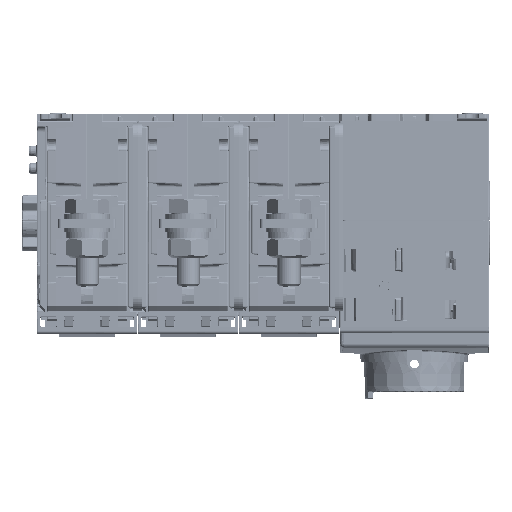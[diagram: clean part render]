
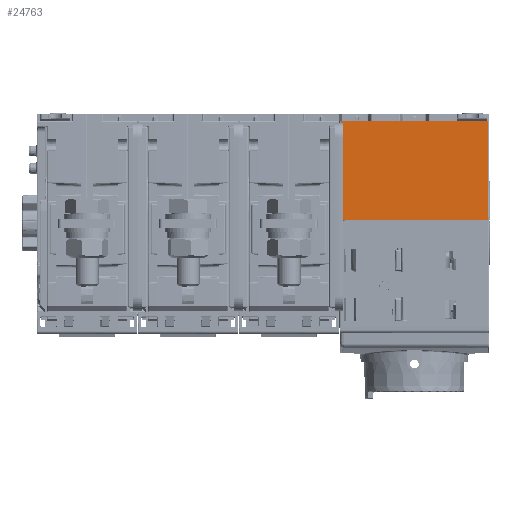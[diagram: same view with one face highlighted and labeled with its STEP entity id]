
A CAD part, left-side view. The second image highlights one B-rep face of the part: STEP entity #24763.
In plain terms, the highlighted planar face has unit normal (-1, 0, 0).
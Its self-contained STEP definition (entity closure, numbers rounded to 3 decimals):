
#24763=ADVANCED_FACE('',(#39659),#34366,.T.);
#34366=PLANE('',#198648);
#39659=FACE_OUTER_BOUND('',#49811,.T.);
#49811=EDGE_LOOP('',(#67809,#67810,#67811,#67812,#67813,#67814,#67815,#67816));
#67809=ORIENTED_EDGE('',*,*,#137230,.T.);
#67810=ORIENTED_EDGE('',*,*,#138867,.T.);
#67811=ORIENTED_EDGE('',*,*,#136897,.T.);
#67812=ORIENTED_EDGE('',*,*,#136932,.T.);
#67813=ORIENTED_EDGE('',*,*,#137449,.T.);
#67814=ORIENTED_EDGE('',*,*,#136617,.T.);
#67815=ORIENTED_EDGE('',*,*,#138868,.T.);
#67816=ORIENTED_EDGE('',*,*,#136768,.T.);
#116073=VERTEX_POINT('',#286790);
#116074=VERTEX_POINT('',#286792);
#116210=VERTEX_POINT('',#287259);
#116213=VERTEX_POINT('',#287265);
#116330=VERTEX_POINT('',#287538);
#116331=VERTEX_POINT('',#287540);
#116361=VERTEX_POINT('',#287612);
#116363=VERTEX_POINT('',#287620);
#136617=EDGE_CURVE('',#116074,#116073,#164762,.T.);
#136768=EDGE_CURVE('',#116210,#116213,#164849,.T.);
#136897=EDGE_CURVE('',#116331,#116330,#164955,.T.);
#136932=EDGE_CURVE('',#116330,#116361,#164984,.T.);
#137230=EDGE_CURVE('',#116213,#116363,#165222,.T.);
#137449=EDGE_CURVE('',#116361,#116074,#165400,.T.);
#138867=EDGE_CURVE('',#116363,#116331,#166157,.T.);
#138868=EDGE_CURVE('',#116073,#116210,#166158,.T.);
#164762=LINE('',#286791,#180736);
#164849=LINE('',#287266,#180823);
#164955=LINE('',#287539,#180929);
#164984=LINE('',#287611,#180958);
#165222=LINE('',#288224,#181196);
#165400=LINE('',#288642,#181374);
#166157=LINE('',#293151,#182131);
#166158=LINE('',#293153,#182132);
#180736=VECTOR('',#219186,1.);
#180823=VECTOR('',#219413,1.);
#180929=VECTOR('',#219603,1.);
#180958=VECTOR('',#219658,1.);
#181196=VECTOR('',#220190,1.);
#181374=VECTOR('',#220548,1.);
#182131=VECTOR('',#223167,1.);
#182132=VECTOR('',#223170,1.);
#198648=AXIS2_PLACEMENT_3D('',#293154,#223171,#223172);
#219186=DIRECTION('',(0.,0.,-1.));
#219413=DIRECTION('',(0.,0.,1.));
#219603=DIRECTION('',(0.,1.,0.));
#219658=DIRECTION('',(0.,1.,0.));
#220190=DIRECTION('',(0.,1.,0.));
#220548=DIRECTION('',(0.,1.,0.));
#223167=DIRECTION('',(0.,1.,0.));
#223170=DIRECTION('',(0.,-1.,0.));
#223171=DIRECTION('',(-1.,0.,0.));
#223172=DIRECTION('',(0.,0.,-1.));
#286790=CARTESIAN_POINT('',(-52.5,25.5,-32.));
#286791=CARTESIAN_POINT('',(-52.5,25.5,2.3));
#286792=CARTESIAN_POINT('',(-52.5,25.5,2.3));
#287259=CARTESIAN_POINT('',(-52.5,-25.5,-32.));
#287265=CARTESIAN_POINT('',(-52.5,-25.5,2.3));
#287266=CARTESIAN_POINT('',(-52.5,-25.5,2.3));
#287538=CARTESIAN_POINT('',(-52.5,6.5,2.3));
#287539=CARTESIAN_POINT('',(-52.5,-6.5,2.3));
#287540=CARTESIAN_POINT('',(-52.5,-6.5,2.3));
#287611=CARTESIAN_POINT('',(-52.5,6.5,2.3));
#287612=CARTESIAN_POINT('',(-52.5,13.5,2.3));
#287620=CARTESIAN_POINT('',(-52.5,-13.5,2.3));
#288224=CARTESIAN_POINT('',(-52.5,-25.5,2.3));
#288642=CARTESIAN_POINT('',(-52.5,13.5,2.3));
#293151=CARTESIAN_POINT('',(-52.5,-13.5,2.3));
#293153=CARTESIAN_POINT('',(-52.5,25.5,-32.));
#293154=CARTESIAN_POINT('',(-52.5,-26.,0.));
